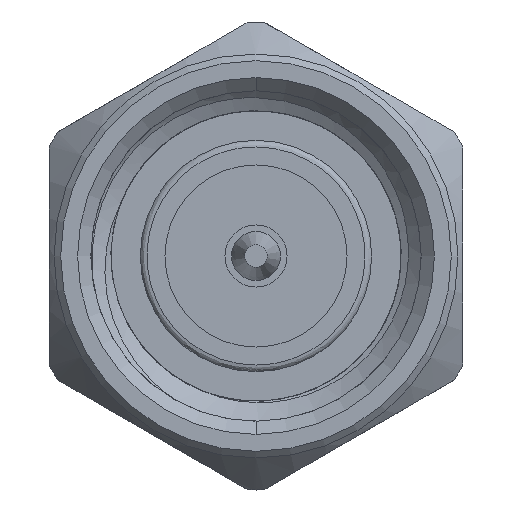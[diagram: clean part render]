
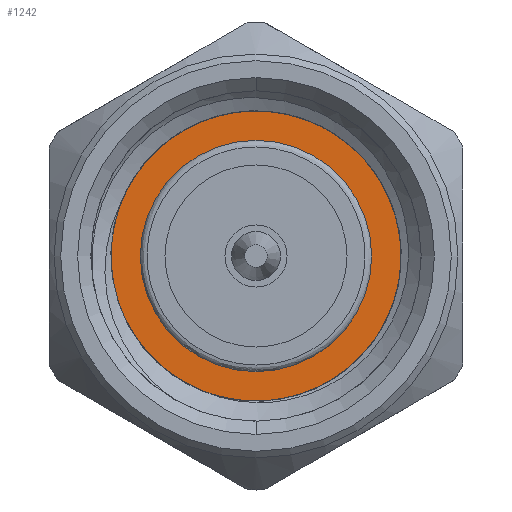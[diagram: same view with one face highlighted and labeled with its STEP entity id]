
A CAD part, left-side view. The second image highlights one B-rep face of the part: STEP entity #1242.
In plain terms, the highlighted planar face has unit normal (-1, 0, 0).
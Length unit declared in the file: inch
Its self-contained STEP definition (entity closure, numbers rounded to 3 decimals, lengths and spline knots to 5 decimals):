
#8 = CARTESIAN_POINT ( 'NONE',  ( 0.2, -0.01333, 0.11483 ) ) ;
#21 = CARTESIAN_POINT ( 'NONE',  ( 0.2, 0.12379, -0.02344 ) ) ;
#139 = B_SPLINE_CURVE_WITH_KNOTS ( 'NONE', 3,
 ( #1183, #752, #3310, #4107, #21, #856 ),
 .UNSPECIFIED., .F., .F.,
 ( 4, 2, 4 ),
 ( 0., 0.5, 1. ),
 .UNSPECIFIED. ) ;
#269 = B_SPLINE_CURVE_WITH_KNOTS ( 'NONE', 3,
 ( #2376, #655, #1526, #5332, #3575, #5306, #4515, #1992, #769, #684, #1474, #303, #2775, #4037, #741, #4095, #3129, #2404, #1966, #3627 ),
 .UNSPECIFIED., .F., .F.,
 ( 4, 2, 2, 2, 2, 2, 2, 2, 2, 4 ),
 ( 0., 0.125, 0.25, 0.375, 0.5, 0.5625, 0.625, 0.75, 0.875, 1. ),
 .UNSPECIFIED. ) ;
#301 = CARTESIAN_POINT ( 'NONE',  ( 0.2, -0.04546, 0.10423 ) ) ;
#303 = CARTESIAN_POINT ( 'NONE',  ( 0.2, 0.01632, -0.11534 ) ) ;
#328 = CARTESIAN_POINT ( 'NONE',  ( 0.2, 0.03944, 0.11261 ) ) ;
#385 = CARTESIAN_POINT ( 'NONE',  ( 0.2, 0.05767, 0.10593 ) ) ;
#533 = CARTESIAN_POINT ( 'NONE',  ( 0.19999, 0.11886, -0.03862 ) ) ;
#655 = CARTESIAN_POINT ( 'NONE',  ( 0.2, 0.11514, -0.04794 ) ) ;
#675 = VERTEX_POINT ( 'NONE', #533 ) ;
#684 = CARTESIAN_POINT ( 'NONE',  ( 0.2, 0.03062, -0.11336 ) ) ;
#741 = CARTESIAN_POINT ( 'NONE',  ( 0.2, -0.01265, -0.11431 ) ) ;
#752 = CARTESIAN_POINT ( 'NONE',  ( 0.2, 0.11979, 0.03912 ) ) ;
#768 = CARTESIAN_POINT ( 'NONE',  ( 0.2, 0.0034, 0.11675 ) ) ;
#769 = CARTESIAN_POINT ( 'NONE',  ( 0.2, 0.04472, -0.10993 ) ) ;
#856 = CARTESIAN_POINT ( 'NONE',  ( 0.19999, 0.11886, -0.03862 ) ) ;
#918 = B_SPLINE_CURVE_WITH_KNOTS ( 'NONE', 3,
 ( #2627, #2199, #2579, #1759, #1327, #4307, #4691, #996, #4773, #2172 ),
 .UNSPECIFIED., .F., .F.,
 ( 4, 2, 2, 2, 4 ),
 ( 0., 0.25, 0.5, 0.75, 1. ),
 .UNSPECIFIED. ) ;
#996 = CARTESIAN_POINT ( 'NONE',  ( 0.2, -0.09916, 0.04959 ) ) ;
#1169 = CARTESIAN_POINT ( 'NONE',  ( 0.2, -0.03199, 0.10985 ) ) ;
#1183 = CARTESIAN_POINT ( 'NONE',  ( 0.2, 0.11296, 0.05354 ) ) ;
#1242 = ADVANCED_FACE ( 'NONE', ( #1799, #2210 ), #5122, .T. ) ;
#1271 = VERTEX_POINT ( 'NONE', #4241 ) ;
#1278 = ORIENTED_EDGE ( 'NONE', *, *, #1669, .T. ) ;
#1327 = CARTESIAN_POINT ( 'NONE',  ( 0.2, -0.10865, -0.02204 ) ) ;
#1474 = CARTESIAN_POINT ( 'NONE',  ( 0.2, 0.02588, -0.11422 ) ) ;
#1481 = DIRECTION ( 'NONE',  ( 1., 0., 0. ) ) ;
#1526 = CARTESIAN_POINT ( 'NONE',  ( 0.2, 0.11055, -0.05653 ) ) ;
#1552 = CARTESIAN_POINT ( 'NONE',  ( 0.2, 0.01066, 0.1166 ) ) ;
#1564 = ORIENTED_EDGE ( 'NONE', *, *, #3400, .T. ) ;
#1576 = CARTESIAN_POINT ( 'NONE',  ( 0.2, 0., -0.0875 ) ) ;
#1608 = CARTESIAN_POINT ( 'NONE',  ( 0.2, 0.01553, 0.11636 ) ) ;
#1636 = CARTESIAN_POINT ( 'NONE',  ( 0.2, 0.01802, 0.11615 ) ) ;
#1663 = CARTESIAN_POINT ( 'NONE',  ( 0.2, 0.06624, 0.10155 ) ) ;
#1669 = EDGE_CURVE ( 'NONE', #1271, #3035, #4831, .T. ) ;
#1715 = ORIENTED_EDGE ( 'NONE', *, *, #4476, .T. ) ;
#1759 = CARTESIAN_POINT ( 'NONE',  ( 0.2, -0.10487, -0.03596 ) ) ;
#1799 = FACE_BOUND ( 'NONE', #3118, .T. ) ;
#1834 = CARTESIAN_POINT ( 'NONE',  ( 0.2, 0., 0. ) ) ;
#1918 = DIRECTION ( 'NONE',  ( 0., 0., -1. ) ) ;
#1951 = AXIS2_PLACEMENT_3D ( 'NONE', #3411, #2183, #2613 ) ;
#1966 = CARTESIAN_POINT ( 'NONE',  ( 0.2, -0.06476, -0.09015 ) ) ;
#1992 = CARTESIAN_POINT ( 'NONE',  ( 0.2, 0.05371, -0.10655 ) ) ;
#2078 = CARTESIAN_POINT ( 'NONE',  ( 0.2, -0.00378, 0.11622 ) ) ;
#2172 = CARTESIAN_POINT ( 'NONE',  ( 0.2, -0.08205, 0.07308 ) ) ;
#2183 = DIRECTION ( 'NONE',  ( -1., 0., 0. ) ) ;
#2197 = ORIENTED_EDGE ( 'NONE', *, *, #2793, .T. ) ;
#2199 = CARTESIAN_POINT ( 'NONE',  ( 0.2, -0.08283, -0.07368 ) ) ;
#2210 = FACE_OUTER_BOUND ( 'NONE', #4363, .T. ) ;
#2292 = EDGE_CURVE ( 'NONE', #675, #2898, #269, .T. ) ;
#2375 = CARTESIAN_POINT ( 'NONE',  ( 0.2, -0.08205, 0.07308 ) ) ;
#2376 = CARTESIAN_POINT ( 'NONE',  ( 0.19999, 0.11886, -0.03862 ) ) ;
#2404 = CARTESIAN_POINT ( 'NONE',  ( 0.2, -0.05709, -0.096 ) ) ;
#2454 = CARTESIAN_POINT ( 'NONE',  ( 0.2, -0.05385, 0.09939 ) ) ;
#2485 = CARTESIAN_POINT ( 'NONE',  ( 0.2, -0.07611, 0.08076 ) ) ;
#2579 = CARTESIAN_POINT ( 'NONE',  ( 0.2, -0.09172, -0.06225 ) ) ;
#2613 = DIRECTION ( 'NONE',  ( 0., 0., 1. ) ) ;
#2627 = CARTESIAN_POINT ( 'NONE',  ( 0.2, -0.07167, -0.08329 ) ) ;
#2648 = CARTESIAN_POINT ( 'NONE',  ( 0.2, -0.07167, -0.08329 ) ) ;
#2775 = CARTESIAN_POINT ( 'NONE',  ( 0.2, 0.01156, -0.11561 ) ) ;
#2793 = EDGE_CURVE ( 'NONE', #5329, #5329, #4499, .T. ) ;
#2898 = VERTEX_POINT ( 'NONE', #2648 ) ;
#2909 = ORIENTED_EDGE ( 'NONE', *, *, #2292, .T. ) ;
#3035 = VERTEX_POINT ( 'NONE', #5343 ) ;
#3118 = EDGE_LOOP ( 'NONE', ( #2197 ) ) ;
#3129 = CARTESIAN_POINT ( 'NONE',  ( 0.2, -0.04023, -0.10567 ) ) ;
#3310 = CARTESIAN_POINT ( 'NONE',  ( 0.2, 0.12371, 0.02394 ) ) ;
#3400 = EDGE_CURVE ( 'NONE', #2898, #1271, #918, .T. ) ;
#3411 = CARTESIAN_POINT ( 'NONE',  ( 0.2, 0., 0. ) ) ;
#3575 = CARTESIAN_POINT ( 'NONE',  ( 0.2, 0.09334, -0.07929 ) ) ;
#3626 = CARTESIAN_POINT ( 'NONE',  ( 0.2, -0.06928, 0.08756 ) ) ;
#3627 = CARTESIAN_POINT ( 'NONE',  ( 0.2, -0.07167, -0.08329 ) ) ;
#3653 = CARTESIAN_POINT ( 'NONE',  ( 0.2, -0.01808, 0.11387 ) ) ;
#3685 = CARTESIAN_POINT ( 'NONE',  ( 0.2, 0.1034, 0.071 ) ) ;
#4037 = CARTESIAN_POINT ( 'NONE',  ( 0.2, -0.00317, -0.11555 ) ) ;
#4095 = CARTESIAN_POINT ( 'NONE',  ( 0.2, -0.03136, -0.10932 ) ) ;
#4107 = CARTESIAN_POINT ( 'NONE',  ( 0.2, 0.12575, -0.00789 ) ) ;
#4124 = CARTESIAN_POINT ( 'NONE',  ( 0.2, -0.01089, 0.11525 ) ) ;
#4152 = CARTESIAN_POINT ( 'NONE',  ( 0.2, -0.02513, 0.1122 ) ) ;
#4228 = AXIS2_PLACEMENT_3D ( 'NONE', #1834, #1481, #1918 ) ;
#4241 = CARTESIAN_POINT ( 'NONE',  ( 0.2, -0.08205, 0.07308 ) ) ;
#4307 = CARTESIAN_POINT ( 'NONE',  ( 0.2, -0.11062, 0.00736 ) ) ;
#4363 = EDGE_LOOP ( 'NONE', ( #1564, #1278, #1715, #2909 ) ) ;
#4460 = CARTESIAN_POINT ( 'NONE',  ( 0.2, 0.09053, 0.08518 ) ) ;
#4476 = EDGE_CURVE ( 'NONE', #3035, #675, #139, .T. ) ;
#4499 = CIRCLE ( 'NONE', #4228, 0.0875 ) ;
#4515 = CARTESIAN_POINT ( 'NONE',  ( 0.2, 0.07083, -0.09762 ) ) ;
#4691 = CARTESIAN_POINT ( 'NONE',  ( 0.2, -0.10871, 0.02171 ) ) ;
#4773 = CARTESIAN_POINT ( 'NONE',  ( 0.2, -0.09186, 0.06207 ) ) ;
#4831 = B_SPLINE_CURVE_WITH_KNOTS ( 'NONE', 3,
 ( #2375, #2485, #3626, #2454, #301, #1169, #4152, #3653, #8, #4124, #2078, #768, #1552, #1608, #1636, #4985, #328, #385, #1663, #4460, #3685, #4875 ),
 .UNSPECIFIED., .F., .F.,
 ( 4, 2, 2, 1, 2, 2, 1, 2, 2, 2, 2, 4 ),
 ( 0., 0.125, 0.25, 0.3125, 0.34375, 0.375, 0.4375, 0.46875, 0.5, 0.625, 0.75, 1. ),
 .UNSPECIFIED. ) ;
#4875 = CARTESIAN_POINT ( 'NONE',  ( 0.2, 0.11296, 0.05354 ) ) ;
#4985 = CARTESIAN_POINT ( 'NONE',  ( 0.2, 0.03005, 0.11482 ) ) ;
#5122 = PLANE ( 'NONE',  #1951 ) ;
#5306 = CARTESIAN_POINT ( 'NONE',  ( 0.2, 0.07882, -0.09213 ) ) ;
#5329 = VERTEX_POINT ( 'NONE', #1576 ) ;
#5332 = CARTESIAN_POINT ( 'NONE',  ( 0.2, 0.09963, -0.07223 ) ) ;
#5343 = CARTESIAN_POINT ( 'NONE',  ( 0.2, 0.11296, 0.05354 ) ) ;
